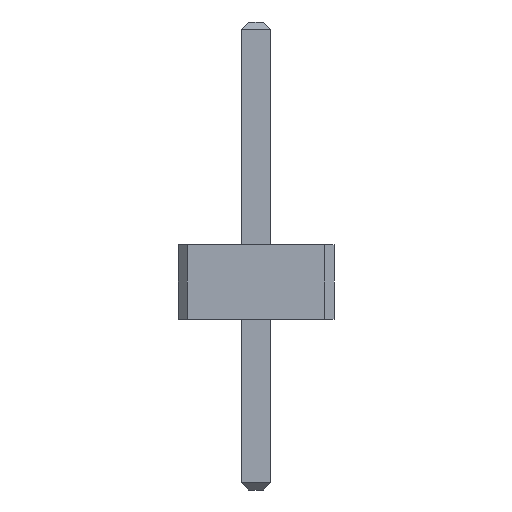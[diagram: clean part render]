
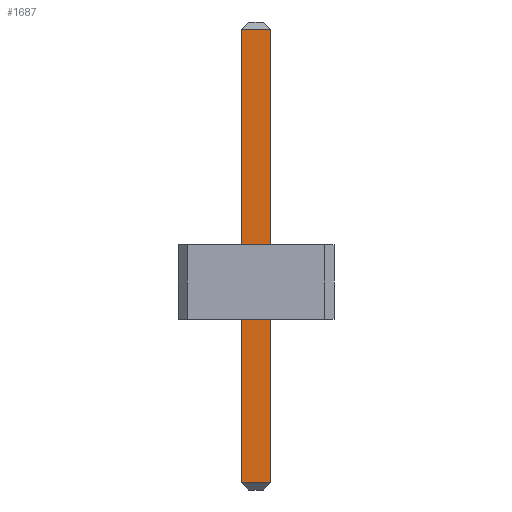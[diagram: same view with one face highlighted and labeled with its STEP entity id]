
A CAD part, front view. The second image highlights one B-rep face of the part: STEP entity #1687.
In plain terms, the highlighted planar face has unit normal (0, -1, 0).
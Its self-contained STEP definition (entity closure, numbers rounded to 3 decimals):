
#13=DIRECTION('',(0.,0.,1.));
#27=VECTOR('',#13,1.);
#67=DIRECTION('',(1.,0.,0.));
#782=VECTOR('',#67,1.);
#793=DIRECTION('',(0.,1.,0.));
#1664=EDGE_CURVE('',#1665,#1667,#1669,.T.);
#1665=VERTEX_POINT('',#1666);
#1666=CARTESIAN_POINT('',(-0.2,-15.44,-2.2));
#1667=VERTEX_POINT('',#1668);
#1668=CARTESIAN_POINT('',(-0.2,-15.44,3.9));
#1669=LINE('',#1670,#27);
#1670=CARTESIAN_POINT('',(-0.2,-15.44,-2.3));
#1687=ADVANCED_FACE('',(#1688),#1705,.F.);
#1688=FACE_BOUND('',#1689,.F.);
#1689=EDGE_LOOP('',(#1690,#1698,#1701,#1702));
#1690=ORIENTED_EDGE('',*,*,#1691,.F.);
#1691=EDGE_CURVE('',#1692,#1694,#1696,.T.);
#1692=VERTEX_POINT('',#1693);
#1693=CARTESIAN_POINT('',(0.2,-15.44,-2.2));
#1694=VERTEX_POINT('',#1695);
#1695=CARTESIAN_POINT('',(0.2,-15.44,3.9));
#1696=LINE('',#1697,#27);
#1697=CARTESIAN_POINT('',(0.2,-15.44,-2.3));
#1698=ORIENTED_EDGE('',*,*,#1699,.F.);
#1699=EDGE_CURVE('',#1665,#1692,#1700,.T.);
#1700=LINE('',#1666,#782);
#1701=ORIENTED_EDGE('',*,*,#1664,.T.);
#1702=ORIENTED_EDGE('',*,*,#1703,.T.);
#1703=EDGE_CURVE('',#1667,#1694,#1704,.T.);
#1704=LINE('',#1668,#782);
#1705=PLANE('',#1706);
#1706=AXIS2_PLACEMENT_3D('',#1670,#793,#13);
